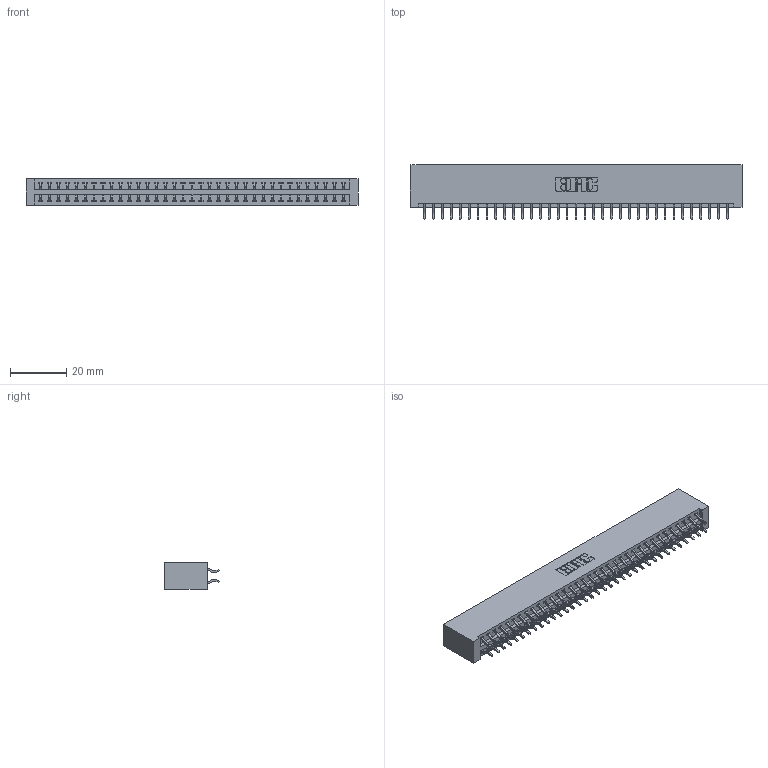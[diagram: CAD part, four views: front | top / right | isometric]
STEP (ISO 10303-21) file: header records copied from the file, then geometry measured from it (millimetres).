
FILE_DESCRIPTION (( 'STEP AP203' ), '1' );
FILE_NAME ('396-070-556-201.STEP', '2018-09-09T08:49:54', ( '' ), ( '' ), 'SwSTEP 2.0', 'SolidWorks 2016', '' );
FILE_SCHEMA (( 'CONFIG_CONTROL_DESIGN' ));
Length unit declared in the file: inch
Products named in the file (3): 346 Part_No Mounting Lugs; 345-292-001_556 Tail; 396-070-556-201
Assembly tree (71 placements, depth 2):
  396-070-556-201
    346 Part_No Mounting Lugs
    345-292-001_556 Tail  x70
Bounding box: 118.36 x 19.57 x 9.4 mm (x, y, z)
Volume: 12058.1 mm3; surface area: 16562.8 mm2
Topology: 71 solids, 71 shells, 4174 faces, 12415 edges, 8182 vertices
Faces by surface type: plane 2802, cylinder 1372
Entity records: 23727 total; most frequent: CARTESIAN_POINT 3932, ORIENTED_EDGE 3854, DIRECTION 3499, EDGE_CURVE 1927, VECTOR 1655, LINE 1655, VERTEX_POINT 1282, AXIS2_PLACEMENT_3D 922
